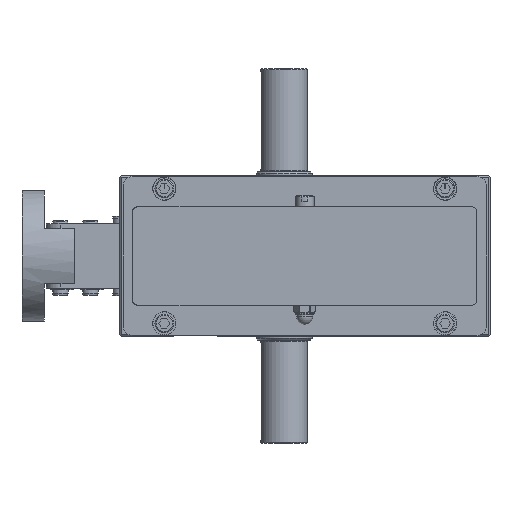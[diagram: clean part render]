
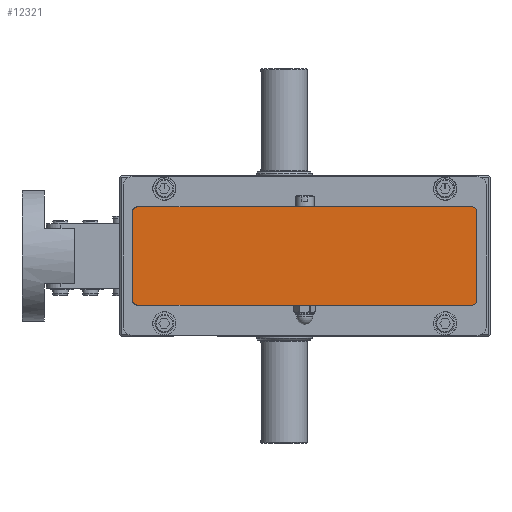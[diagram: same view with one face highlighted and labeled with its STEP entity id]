
A CAD part, left-side view. The second image highlights one B-rep face of the part: STEP entity #12321.
In plain terms, the highlighted planar face has unit normal (-1, 0, 0).
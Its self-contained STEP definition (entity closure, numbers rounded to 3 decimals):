
#469=PLANE('',#13469);
#1022=CIRCLE('',#13456,2.4);
#1025=CIRCLE('',#13461,2.4);
#1026=CIRCLE('',#13464,2.4);
#1027=CIRCLE('',#13467,2.4);
#2897=ORIENTED_EDGE('',*,*,#5511,.F.);
#2898=ORIENTED_EDGE('',*,*,#5539,.F.);
#2899=ORIENTED_EDGE('',*,*,#5537,.F.);
#2900=ORIENTED_EDGE('',*,*,#5535,.F.);
#2901=ORIENTED_EDGE('',*,*,#5521,.F.);
#2902=ORIENTED_EDGE('',*,*,#5519,.F.);
#2903=ORIENTED_EDGE('',*,*,#5517,.F.);
#2904=ORIENTED_EDGE('',*,*,#5515,.F.);
#5511=EDGE_CURVE('',#6962,#6963,#1022,.T.);
#5515=EDGE_CURVE('',#6963,#6966,#8049,.T.);
#5517=EDGE_CURVE('',#6966,#6967,#1025,.T.);
#5519=EDGE_CURVE('',#6967,#6968,#8052,.T.);
#5521=EDGE_CURVE('',#6968,#6969,#1026,.T.);
#5535=EDGE_CURVE('',#6969,#6970,#8067,.T.);
#5537=EDGE_CURVE('',#6970,#6971,#1027,.T.);
#5539=EDGE_CURVE('',#6971,#6962,#8070,.T.);
#6962=VERTEX_POINT('',#19790);
#6963=VERTEX_POINT('',#19792);
#6966=VERTEX_POINT('',#19800);
#6967=VERTEX_POINT('',#19804);
#6968=VERTEX_POINT('',#19808);
#6969=VERTEX_POINT('',#19812);
#6970=VERTEX_POINT('',#19828);
#6971=VERTEX_POINT('',#19832);
#8049=LINE('',#19799,#9093);
#8052=LINE('',#19807,#9096);
#8067=LINE('',#19827,#9111);
#8070=LINE('',#19835,#9114);
#9093=VECTOR('',#15933,1000.);
#9096=VECTOR('',#15942,1000.);
#9111=VECTOR('',#15963,1000.);
#9114=VECTOR('',#15972,1000.);
#10132=EDGE_LOOP('',(#2897,#2898,#2899,#2900,#2901,#2902,#2903,#2904));
#11156=FACE_BOUND('',#10132,.T.);
#12321=ADVANCED_FACE('',(#11156),#469,.F.);
#13456=AXIS2_PLACEMENT_3D('',#19791,#15924,#15925);
#13461=AXIS2_PLACEMENT_3D('',#19803,#15937,#15938);
#13464=AXIS2_PLACEMENT_3D('',#19811,#15946,#15947);
#13467=AXIS2_PLACEMENT_3D('',#19831,#15967,#15968);
#13469=AXIS2_PLACEMENT_3D('',#19836,#15973,#15974);
#15924=DIRECTION('',(1.,0.,0.));
#15925=DIRECTION('',(0.,0.,-1.));
#15933=DIRECTION('',(0.,-1.,0.));
#15937=DIRECTION('',(1.,0.,0.));
#15938=DIRECTION('',(0.,0.,-1.));
#15942=DIRECTION('',(0.,0.,-1.));
#15946=DIRECTION('',(1.,0.,0.));
#15947=DIRECTION('',(0.,0.,-1.));
#15963=DIRECTION('',(0.,1.,0.));
#15967=DIRECTION('',(1.,0.,0.));
#15968=DIRECTION('',(0.,0.,-1.));
#15972=DIRECTION('',(0.,0.,1.));
#15973=DIRECTION('',(1.,0.,0.));
#15974=DIRECTION('',(0.,0.,-1.));
#19790=CARTESIAN_POINT('',(-298.,92.,23.8));
#19791=CARTESIAN_POINT('',(-298.,89.6,23.8));
#19792=CARTESIAN_POINT('',(-298.,89.6,26.2));
#19799=CARTESIAN_POINT('',(-298.,89.6,26.2));
#19800=CARTESIAN_POINT('',(-298.,-89.6,26.2));
#19803=CARTESIAN_POINT('',(-298.,-89.6,23.8));
#19804=CARTESIAN_POINT('',(-298.,-92.,23.8));
#19807=CARTESIAN_POINT('',(-298.,-92.,23.8));
#19808=CARTESIAN_POINT('',(-298.,-92.,-23.8));
#19811=CARTESIAN_POINT('',(-298.,-89.6,-23.8));
#19812=CARTESIAN_POINT('',(-298.,-89.6,-26.2));
#19827=CARTESIAN_POINT('',(-298.,-89.6,-26.2));
#19828=CARTESIAN_POINT('',(-298.,89.6,-26.2));
#19831=CARTESIAN_POINT('',(-298.,89.6,-23.8));
#19832=CARTESIAN_POINT('',(-298.,92.,-23.8));
#19835=CARTESIAN_POINT('',(-298.,92.,-23.8));
#19836=CARTESIAN_POINT('',(-298.,89.6,23.8));
